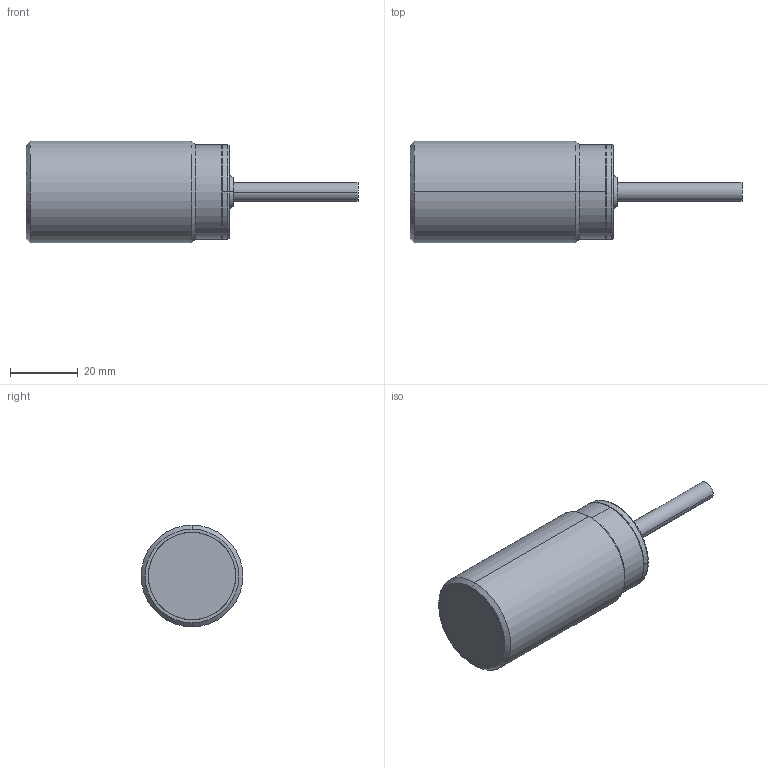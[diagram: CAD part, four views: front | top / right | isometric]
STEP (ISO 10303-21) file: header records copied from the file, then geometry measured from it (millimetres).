
FILE_DESCRIPTION (( 'STEP AP214' ), '1' );
FILE_NAME ('AT1-AP-1A.step', '2018-04-12T19:28:05', ( '' ), ( '' ), 'SwSTEP 2.0', 'SolidWorks 2017', '' );
FILE_SCHEMA (( 'AUTOMOTIVE_DESIGN' ));
Length unit declared in the file: inch
Products named in the file (1): AT1-AP-1A
Bounding box: 98 x 30 x 30 mm (x, y, z)
Volume: 42228.5 mm3; surface area: 10349.9 mm2
Topology: 4 solids, 4 shells, 34 faces, 64 edges, 40 vertices
Faces by surface type: cylinder 14, plane 10, cone 8, bspline 2
Entity records: 1405 total; most frequent: CARTESIAN_POINT 175, DIRECTION 168, ORIENTED_EDGE 128, AXIS2_PLACEMENT_3D 73, EDGE_CURVE 64, DIMENSIONAL_EXPONENTS 40, UNCERTAINTY_MEASURE_WITH_UNIT 40, LENGTH_MEASURE_WITH_UNIT 40
